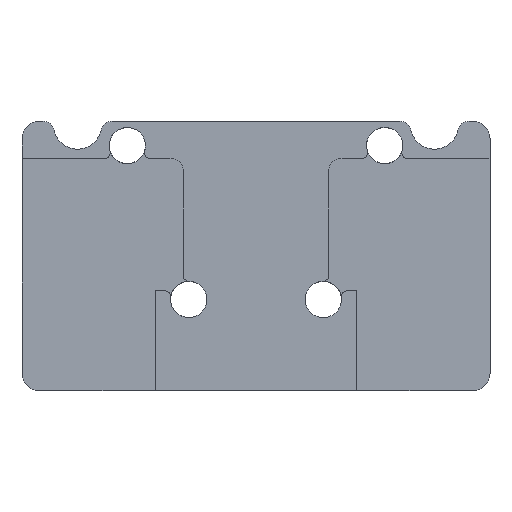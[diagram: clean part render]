
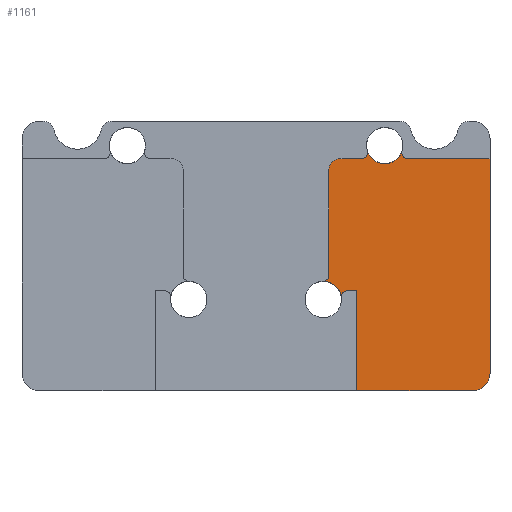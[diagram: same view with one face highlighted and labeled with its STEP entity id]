
A CAD part, top view. The second image highlights one B-rep face of the part: STEP entity #1161.
In plain terms, the highlighted planar face has unit normal (0, 0, 1).
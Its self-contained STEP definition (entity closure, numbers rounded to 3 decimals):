
#303 = VERTEX_POINT('',#304);
#304 = CARTESIAN_POINT('',(40.,68.3,8.6));
#310 = EDGE_CURVE('',#311,#303,#313,.T.);
#311 = VERTEX_POINT('',#312);
#312 = CARTESIAN_POINT('',(40.,31.6,8.6));
#313 = LINE('',#314,#315);
#314 = CARTESIAN_POINT('',(40.,52.295,8.6));
#315 = VECTOR('',#316,1.);
#316 = DIRECTION('',(0.,1.,0.));
#359 = VERTEX_POINT('',#360);
#360 = CARTESIAN_POINT('',(37.,28.6,8.6));
#366 = EDGE_CURVE('',#311,#359,#367,.T.);
#367 = CIRCLE('',#368,3.);
#368 = AXIS2_PLACEMENT_3D('',#369,#370,#371);
#369 = CARTESIAN_POINT('',(37.,31.6,8.6));
#370 = DIRECTION('',(-0.,-0.,-1.));
#371 = DIRECTION('',(0.,-1.,0.));
#441 = VERTEX_POINT('',#442);
#442 = CARTESIAN_POINT('',(17.2,28.6,8.6));
#448 = EDGE_CURVE('',#359,#441,#449,.T.);
#449 = LINE('',#450,#451);
#450 = CARTESIAN_POINT('',(9.69,28.6,8.6));
#451 = VECTOR('',#452,1.);
#452 = DIRECTION('',(-1.,0.,0.));
#689 = VERTEX_POINT('',#690);
#690 = CARTESIAN_POINT('',(14.578,44.581,8.6));
#696 = EDGE_CURVE('',#697,#689,#699,.T.);
#697 = VERTEX_POINT('',#698);
#698 = CARTESIAN_POINT('',(14.217,45.705,8.6));
#699 = CIRCLE('',#700,3.1);
#700 = AXIS2_PLACEMENT_3D('',#701,#702,#703);
#701 = CARTESIAN_POINT('',(11.5,44.213,8.6));
#702 = DIRECTION('',(0.,0.,-1.));
#703 = DIRECTION('',(1.,0.,0.));
#705 = EDGE_CURVE('',#706,#697,#708,.T.);
#706 = VERTEX_POINT('',#707);
#707 = CARTESIAN_POINT('',(12.505,47.145,8.6));
#708 = CIRCLE('',#709,3.1);
#709 = AXIS2_PLACEMENT_3D('',#710,#711,#712);
#710 = CARTESIAN_POINT('',(11.5,44.213,8.6));
#711 = DIRECTION('',(0.,0.,-1.));
#712 = DIRECTION('',(1.,0.,0.));
#714 = EDGE_CURVE('',#715,#706,#717,.T.);
#715 = VERTEX_POINT('',#716);
#716 = CARTESIAN_POINT('',(11.462,47.312,8.6));
#717 = CIRCLE('',#718,3.1);
#718 = AXIS2_PLACEMENT_3D('',#719,#720,#721);
#719 = CARTESIAN_POINT('',(11.5,44.213,8.6));
#720 = DIRECTION('',(0.,0.,-1.));
#721 = DIRECTION('',(1.,0.,0.));
#843 = VERTEX_POINT('',#844);
#844 = CARTESIAN_POINT('',(19.042,69.599,8.6));
#850 = EDGE_CURVE('',#851,#843,#853,.T.);
#851 = VERTEX_POINT('',#852);
#852 = CARTESIAN_POINT('',(19.841,68.3,8.6));
#853 = CIRCLE('',#854,3.1);
#854 = AXIS2_PLACEMENT_3D('',#855,#856,#857);
#855 = CARTESIAN_POINT('',(22.,70.525,8.6));
#856 = DIRECTION('',(0.,0.,-1.));
#857 = DIRECTION('',(1.,0.,0.));
#859 = EDGE_CURVE('',#860,#851,#862,.T.);
#860 = VERTEX_POINT('',#861);
#861 = CARTESIAN_POINT('',(24.159,68.3,8.6));
#862 = CIRCLE('',#863,3.1);
#863 = AXIS2_PLACEMENT_3D('',#864,#865,#866);
#864 = CARTESIAN_POINT('',(22.,70.525,8.6));
#865 = DIRECTION('',(0.,0.,-1.));
#866 = DIRECTION('',(1.,0.,0.));
#868 = EDGE_CURVE('',#869,#860,#871,.T.);
#869 = VERTEX_POINT('',#870);
#870 = CARTESIAN_POINT('',(24.958,69.599,8.6));
#871 = CIRCLE('',#872,3.1);
#872 = AXIS2_PLACEMENT_3D('',#873,#874,#875);
#873 = CARTESIAN_POINT('',(22.,70.525,8.6));
#874 = DIRECTION('',(0.,0.,-1.));
#875 = DIRECTION('',(1.,0.,0.));
#1161 = ADVANCED_FACE('',(#1162),#1252,.T.);
#1162 = FACE_BOUND('',#1163,.T.);
#1163 = EDGE_LOOP('',(#1164,#1165,#1173,#1180,#1181,#1182,#1183,#1192,
    #1200,#1209,#1217,#1224,#1225,#1226,#1227,#1236,#1244,#1250,#1251));
#1164 = ORIENTED_EDGE('',*,*,#310,.T.);
#1165 = ORIENTED_EDGE('',*,*,#1166,.T.);
#1166 = EDGE_CURVE('',#303,#1167,#1169,.T.);
#1167 = VERTEX_POINT('',#1168);
#1168 = CARTESIAN_POINT('',(25.913,68.3,8.6));
#1169 = LINE('',#1170,#1171);
#1170 = CARTESIAN_POINT('',(109.75,68.3,8.6));
#1171 = VECTOR('',#1172,1.);
#1172 = DIRECTION('',(-1.,0.,0.));
#1173 = ORIENTED_EDGE('',*,*,#1174,.F.);
#1174 = EDGE_CURVE('',#869,#1167,#1175,.T.);
#1175 = CIRCLE('',#1176,1.);
#1176 = AXIS2_PLACEMENT_3D('',#1177,#1178,#1179);
#1177 = CARTESIAN_POINT('',(25.913,69.3,8.6));
#1178 = DIRECTION('',(0.,0.,1.));
#1179 = DIRECTION('',(1.,0.,0.));
#1180 = ORIENTED_EDGE('',*,*,#868,.T.);
#1181 = ORIENTED_EDGE('',*,*,#859,.T.);
#1182 = ORIENTED_EDGE('',*,*,#850,.T.);
#1183 = ORIENTED_EDGE('',*,*,#1184,.F.);
#1184 = EDGE_CURVE('',#1185,#843,#1187,.T.);
#1185 = VERTEX_POINT('',#1186);
#1186 = CARTESIAN_POINT('',(18.087,68.3,8.6));
#1187 = CIRCLE('',#1188,1.);
#1188 = AXIS2_PLACEMENT_3D('',#1189,#1190,#1191);
#1189 = CARTESIAN_POINT('',(18.087,69.3,8.6));
#1190 = DIRECTION('',(0.,0.,1.));
#1191 = DIRECTION('',(1.,0.,0.));
#1192 = ORIENTED_EDGE('',*,*,#1193,.T.);
#1193 = EDGE_CURVE('',#1185,#1194,#1196,.T.);
#1194 = VERTEX_POINT('',#1195);
#1195 = CARTESIAN_POINT('',(14.35,68.3,8.6));
#1196 = LINE('',#1197,#1198);
#1197 = CARTESIAN_POINT('',(109.75,68.3,8.6));
#1198 = VECTOR('',#1199,1.);
#1199 = DIRECTION('',(-1.,0.,0.));
#1200 = ORIENTED_EDGE('',*,*,#1201,.F.);
#1201 = EDGE_CURVE('',#1202,#1194,#1204,.T.);
#1202 = VERTEX_POINT('',#1203);
#1203 = CARTESIAN_POINT('',(12.45,66.4,8.6));
#1204 = CIRCLE('',#1205,1.9);
#1205 = AXIS2_PLACEMENT_3D('',#1206,#1207,#1208);
#1206 = CARTESIAN_POINT('',(14.35,66.4,8.6));
#1207 = DIRECTION('',(-0.,-0.,-1.));
#1208 = DIRECTION('',(0.,-1.,0.));
#1209 = ORIENTED_EDGE('',*,*,#1210,.T.);
#1210 = EDGE_CURVE('',#1202,#1211,#1213,.T.);
#1211 = VERTEX_POINT('',#1212);
#1212 = CARTESIAN_POINT('',(12.45,48.312,8.6));
#1213 = LINE('',#1214,#1215);
#1214 = CARTESIAN_POINT('',(12.45,67.,8.6));
#1215 = VECTOR('',#1216,1.);
#1216 = DIRECTION('',(0.,-1.,0.));
#1217 = ORIENTED_EDGE('',*,*,#1218,.F.);
#1218 = EDGE_CURVE('',#715,#1211,#1219,.T.);
#1219 = CIRCLE('',#1220,1.);
#1220 = AXIS2_PLACEMENT_3D('',#1221,#1222,#1223);
#1221 = CARTESIAN_POINT('',(11.45,48.312,8.6));
#1222 = DIRECTION('',(0.,0.,1.));
#1223 = DIRECTION('',(1.,0.,0.));
#1224 = ORIENTED_EDGE('',*,*,#714,.T.);
#1225 = ORIENTED_EDGE('',*,*,#705,.T.);
#1226 = ORIENTED_EDGE('',*,*,#696,.T.);
#1227 = ORIENTED_EDGE('',*,*,#1228,.F.);
#1228 = EDGE_CURVE('',#1229,#689,#1231,.T.);
#1229 = VERTEX_POINT('',#1230);
#1230 = CARTESIAN_POINT('',(15.571,45.7,8.6));
#1231 = CIRCLE('',#1232,1.);
#1232 = AXIS2_PLACEMENT_3D('',#1233,#1234,#1235);
#1233 = CARTESIAN_POINT('',(15.571,44.7,8.6));
#1234 = DIRECTION('',(0.,0.,1.));
#1235 = DIRECTION('',(1.,0.,0.));
#1236 = ORIENTED_EDGE('',*,*,#1237,.T.);
#1237 = EDGE_CURVE('',#1229,#1238,#1240,.T.);
#1238 = VERTEX_POINT('',#1239);
#1239 = CARTESIAN_POINT('',(17.2,45.7,8.6));
#1240 = LINE('',#1241,#1242);
#1241 = CARTESIAN_POINT('',(13.75,45.7,8.6));
#1242 = VECTOR('',#1243,1.);
#1243 = DIRECTION('',(1.,0.,0.));
#1244 = ORIENTED_EDGE('',*,*,#1245,.T.);
#1245 = EDGE_CURVE('',#1238,#441,#1246,.T.);
#1246 = LINE('',#1247,#1248);
#1247 = CARTESIAN_POINT('',(17.2,48.,8.6));
#1248 = VECTOR('',#1249,1.);
#1249 = DIRECTION('',(0.,-1.,0.));
#1250 = ORIENTED_EDGE('',*,*,#448,.F.);
#1251 = ORIENTED_EDGE('',*,*,#366,.F.);
#1252 = PLANE('',#1253);
#1253 = AXIS2_PLACEMENT_3D('',#1254,#1255,#1256);
#1254 = CARTESIAN_POINT('',(59.381,29.89,8.6));
#1255 = DIRECTION('',(0.,0.,1.));
#1256 = DIRECTION('',(1.,0.,0.));
